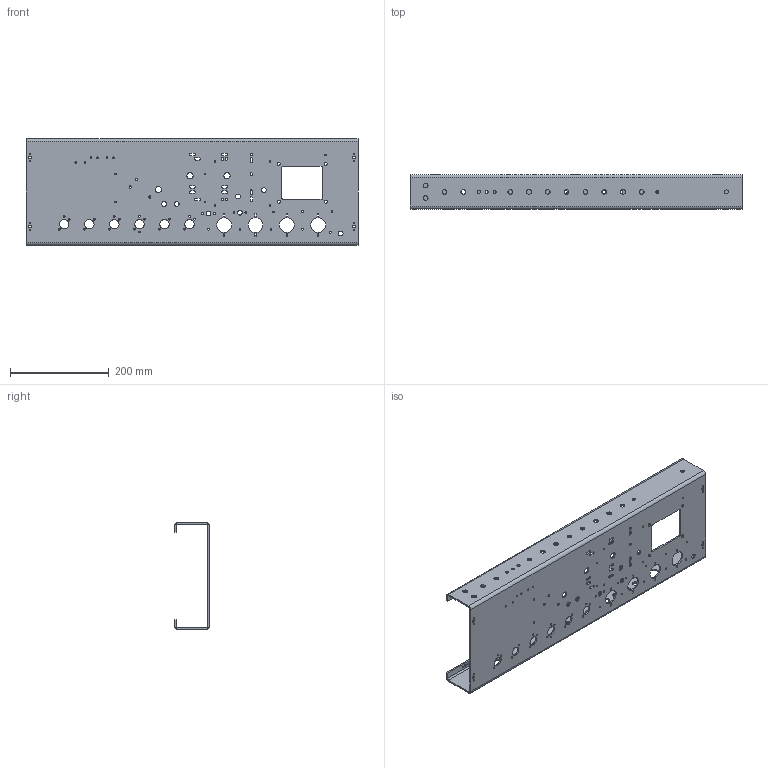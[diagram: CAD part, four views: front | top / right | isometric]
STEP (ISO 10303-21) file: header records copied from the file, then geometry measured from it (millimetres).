
FILE_DESCRIPTION(/* description */ (''),/* implementation_level */ '2;1');
FILE_NAME(/* name */ 'Main Enclosurewith silkscreen.stp',/* time_stamp */ '2019-04-14T09:49:27-04:00',/* author */ ('RCCol'),/* organization */ (''),/* preprocessor_version */ 'ST-DEVELOPER v17',/* originating_system */ 'Autodesk Inventor 2018',/* authorisation */ '');
FILE_SCHEMA (('AUTOMOTIVE_DESIGN { 1 0 10303 214 3 1 1 }'));
Length unit declared in the file: inch
Products named in the file (1): Main Enclosurewith silkscreen
Bounding box: 673.1 x 69.85 x 215.9 mm (x, y, z)
Volume: 745883.4 mm3; surface area: 489039.4 mm2
Topology: 1 solids, 1 shells, 311 faces, 895 edges, 586 vertices
Faces by surface type: cylinder 213, plane 98
Full cylindrical faces by diameter (mm): 3 x1, 3.175 x20, 3.3 x12, 3.302 x31, 3.556 x5, 4.762 x3, 5.3 x6, 5.334 x10, 6.35 x8, 6.477 x5, 7.925 x1, 9.525 x18, 9.6 x2, 9.652 x4, 12.7 x3, 19.05 x6, 24.206 x1, 29.515 x1, 30.2 x4
Entity records: 11082 total; most frequent: DIRECTION 1945, CARTESIAN_POINT 1793, ORIENTED_EDGE 1790, EDGE_CURVE 895, AXIS2_PLACEMENT_3D 738, EDGE_LOOP 641, VERTEX_POINT 586, LINE 469
